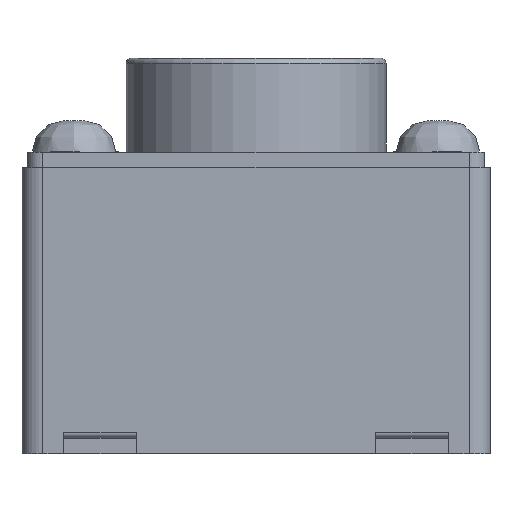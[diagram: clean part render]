
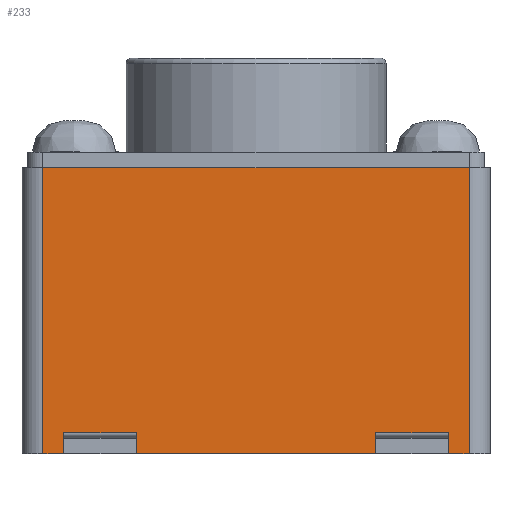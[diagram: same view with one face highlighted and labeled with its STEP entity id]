
A CAD part, left-side view. The second image highlights one B-rep face of the part: STEP entity #233.
In plain terms, the highlighted planar face has unit normal (-1, 0, 0).
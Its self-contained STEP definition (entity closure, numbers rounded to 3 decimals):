
#233=ADVANCED_FACE( '', ( #410 ), #411, .T. );
#256=DIRECTION( '', ( 0., 0., 1. ) );
#410=FACE_OUTER_BOUND( '', #656, .T. );
#411=PLANE( '', #657 );
#656=EDGE_LOOP( '', ( #1067, #1068, #1069, #1070, #1071, #1072, #1073, #1074, #1075, #1076, #1077, #1078 ) );
#657=AXIS2_PLACEMENT_3D( '', #1079, #781, #256 );
#725=DIRECTION( '', ( 0., 0., -1. ) );
#737=CARTESIAN_POINT( '', ( -2.25, -1.85, 0.15 ) );
#773=CARTESIAN_POINT( '', ( -2.25, 1.85, 0.15 ) );
#781=DIRECTION( '', ( -1., 0., 0. ) );
#804=DIRECTION( '', ( 0., -1., 0. ) );
#936=DIRECTION( '', ( 0., 1., 0. ) );
#1067=ORIENTED_EDGE( '', *, *, #1169, .T. );
#1068=ORIENTED_EDGE( '', *, *, #1171, .T. );
#1069=ORIENTED_EDGE( '', *, *, #1251, .F. );
#1070=ORIENTED_EDGE( '', *, *, #1240, .F. );
#1071=ORIENTED_EDGE( '', *, *, #1325, .T. );
#1072=ORIENTED_EDGE( '', *, *, #1283, .T. );
#1073=ORIENTED_EDGE( '', *, *, #1256, .F. );
#1074=ORIENTED_EDGE( '', *, *, #1193, .F. );
#1075=ORIENTED_EDGE( '', *, *, #1273, .T. );
#1076=ORIENTED_EDGE( '', *, *, #1303, .T. );
#1077=ORIENTED_EDGE( '', *, *, #1253, .F. );
#1078=ORIENTED_EDGE( '', *, *, #1291, .F. );
#1079=CARTESIAN_POINT( '', ( -2.25, -2.05, 2.75 ) );
#1169=EDGE_CURVE( '', #1352, #1356, #1358, .T. );
#1171=EDGE_CURVE( '', #1356, #1359, #1362, .T. );
#1193=EDGE_CURVE( '', #1400, #1393, #1402, .T. );
#1240=EDGE_CURVE( '', #1484, #1482, #1486, .T. );
#1251=EDGE_CURVE( '', #1482, #1359, #1501, .T. );
#1253=EDGE_CURVE( '', #1502, #1504, #1501, .T. );
#1256=EDGE_CURVE( '', #1393, #1508, #1501, .T. );
#1273=EDGE_CURVE( '', #1400, #1531, #1533, .F. );
#1283=EDGE_CURVE( '', #1545, #1508, #1546, .T. );
#1291=EDGE_CURVE( '', #1352, #1502, #1558, .T. );
#1303=EDGE_CURVE( '', #1531, #1504, #1577, .T. );
#1325=EDGE_CURVE( '', #1484, #1545, #1608, .T. );
#1352=VERTEX_POINT( '', #1627 );
#1356=VERTEX_POINT( '', #1630 );
#1358=LINE( '', #1630, #1625 );
#1359=VERTEX_POINT( '', #1632 );
#1362=LINE( '', #737, #1622 );
#1393=VERTEX_POINT( '', #1646 );
#1400=VERTEX_POINT( '', #1650 );
#1402=LINE( '', #773, #1622 );
#1482=VERTEX_POINT( '', #1697 );
#1484=VERTEX_POINT( '', #1079 );
#1486=LINE( '', #1079, #1622 );
#1501=LINE( '', #1697, #1653 );
#1502=VERTEX_POINT( '', #1707 );
#1504=VERTEX_POINT( '', #1708 );
#1508=VERTEX_POINT( '', #1710 );
#1531=VERTEX_POINT( '', #1719 );
#1533=LINE( '', #1721, #1653 );
#1545=VERTEX_POINT( '', #1724 );
#1546=LINE( '', #1724, #1622 );
#1558=LINE( '', #1728, #1622 );
#1577=LINE( '', #1736, #1622 );
#1608=LINE( '', #1079, #1653 );
#1622=VECTOR( '', #725, 1000. );
#1625=VECTOR( '', #804, 1000. );
#1627=CARTESIAN_POINT( '', ( -2.25, -1.15, 0.2 ) );
#1630=CARTESIAN_POINT( '', ( -2.25, -1.85, 0.2 ) );
#1632=CARTESIAN_POINT( '', ( -2.25, -1.85, 0. ) );
#1646=CARTESIAN_POINT( '', ( -2.25, 1.85, 0. ) );
#1650=CARTESIAN_POINT( '', ( -2.25, 1.85, 0.2 ) );
#1653=VECTOR( '', #936, 1000. );
#1697=CARTESIAN_POINT( '', ( -2.25, -2.05, 0. ) );
#1707=CARTESIAN_POINT( '', ( -2.25, -1.15, 0. ) );
#1708=CARTESIAN_POINT( '', ( -2.25, 1.15, 0. ) );
#1710=CARTESIAN_POINT( '', ( -2.25, 2.05, 0. ) );
#1719=CARTESIAN_POINT( '', ( -2.25, 1.15, 0.2 ) );
#1721=CARTESIAN_POINT( '', ( -2.25, -2.05, 0.2 ) );
#1724=CARTESIAN_POINT( '', ( -2.25, 2.05, 2.75 ) );
#1728=CARTESIAN_POINT( '', ( -2.25, -1.15, 0.15 ) );
#1736=CARTESIAN_POINT( '', ( -2.25, 1.15, 0.15 ) );
